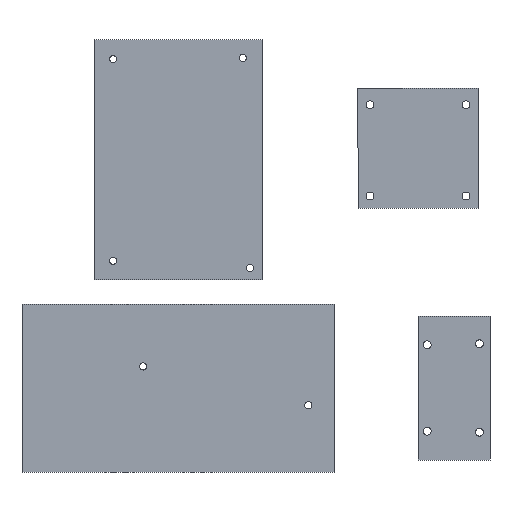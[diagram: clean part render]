
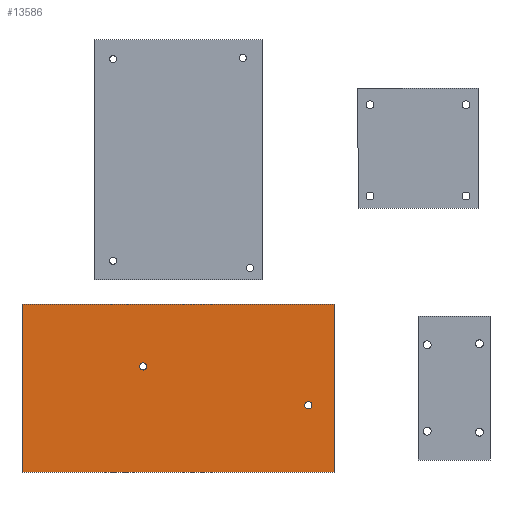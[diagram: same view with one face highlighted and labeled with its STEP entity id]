
A CAD part, front view. The second image highlights one B-rep face of the part: STEP entity #13586.
In plain terms, the highlighted planar face has unit normal (0, -1, 0).
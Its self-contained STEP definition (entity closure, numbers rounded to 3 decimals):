
#61=FACE_BOUND('',#2607,.T.);
#62=FACE_BOUND('',#2608,.T.);
#236=PLANE('',#14285);
#1836=FACE_OUTER_BOUND('',#2606,.T.);
#2606=EDGE_LOOP('',(#10432,#10433,#10434,#10435));
#2607=EDGE_LOOP('',(#10436));
#2608=EDGE_LOOP('',(#10437));
#3582=LINE('',#19736,#4863);
#3585=LINE('',#19741,#4866);
#3587=LINE('',#19745,#4868);
#3589=LINE('',#19748,#4870);
#4863=VECTOR('',#15181,10.);
#4866=VECTOR('',#15186,10.);
#4868=VECTOR('',#15190,10.);
#4870=VECTOR('',#15194,10.);
#5770=CIRCLE('',#14173,1.5);
#5772=CIRCLE('',#14176,1.5);
#5798=VERTEX_POINT('',#16694);
#5800=VERTEX_POINT('',#16700);
#6195=VERTEX_POINT('',#19734);
#6196=VERTEX_POINT('',#19735);
#6197=VERTEX_POINT('',#19740);
#6198=VERTEX_POINT('',#19744);
#7173=EDGE_CURVE('',#5798,#5798,#5770,.T.);
#7176=EDGE_CURVE('',#5800,#5800,#5772,.T.);
#7766=EDGE_CURVE('',#6195,#6196,#3582,.T.);
#7769=EDGE_CURVE('',#6197,#6195,#3585,.T.);
#7771=EDGE_CURVE('',#6198,#6197,#3587,.T.);
#7773=EDGE_CURVE('',#6196,#6198,#3589,.T.);
#10432=ORIENTED_EDGE('',*,*,#7773,.F.);
#10433=ORIENTED_EDGE('',*,*,#7766,.F.);
#10434=ORIENTED_EDGE('',*,*,#7769,.F.);
#10435=ORIENTED_EDGE('',*,*,#7771,.F.);
#10436=ORIENTED_EDGE('',*,*,#7173,.T.);
#10437=ORIENTED_EDGE('',*,*,#7176,.T.);
#13586=ADVANCED_FACE('',(#1836,#61,#62),#236,.F.);
#14173=AXIS2_PLACEMENT_3D('',#16696,#14591,#14592);
#14176=AXIS2_PLACEMENT_3D('',#16702,#14598,#14599);
#14285=AXIS2_PLACEMENT_3D('',#19750,#15197,#15198);
#14591=DIRECTION('center_axis',(0.,1.,0.));
#14592=DIRECTION('ref_axis',(-1.,0.,0.));
#14598=DIRECTION('center_axis',(0.,1.,0.));
#14599=DIRECTION('ref_axis',(-1.,0.,0.));
#15181=DIRECTION('',(1.,0.,0.));
#15186=DIRECTION('',(0.,0.,1.));
#15190=DIRECTION('',(-1.,0.,0.));
#15194=DIRECTION('',(0.,0.,-1.));
#15197=DIRECTION('center_axis',(0.,1.,0.));
#15198=DIRECTION('ref_axis',(1.,0.,0.));
#16694=CARTESIAN_POINT('',(55.8,0.,-7.2));
#16696=CARTESIAN_POINT('Origin',(54.3,0.,-7.2));
#16700=CARTESIAN_POINT('',(-13.,0.,9.));
#16702=CARTESIAN_POINT('Origin',(-14.5,0.,9.));
#19734=CARTESIAN_POINT('',(-65.,0.,35.));
#19735=CARTESIAN_POINT('',(65.,0.,35.));
#19736=CARTESIAN_POINT('',(-65.,0.,35.));
#19740=CARTESIAN_POINT('',(-65.,0.,-35.));
#19741=CARTESIAN_POINT('',(-65.,0.,-35.));
#19744=CARTESIAN_POINT('',(65.,0.,-35.));
#19745=CARTESIAN_POINT('',(65.,0.,-35.));
#19748=CARTESIAN_POINT('',(65.,0.,35.));
#19750=CARTESIAN_POINT('Origin',(0.,0.,0.));
